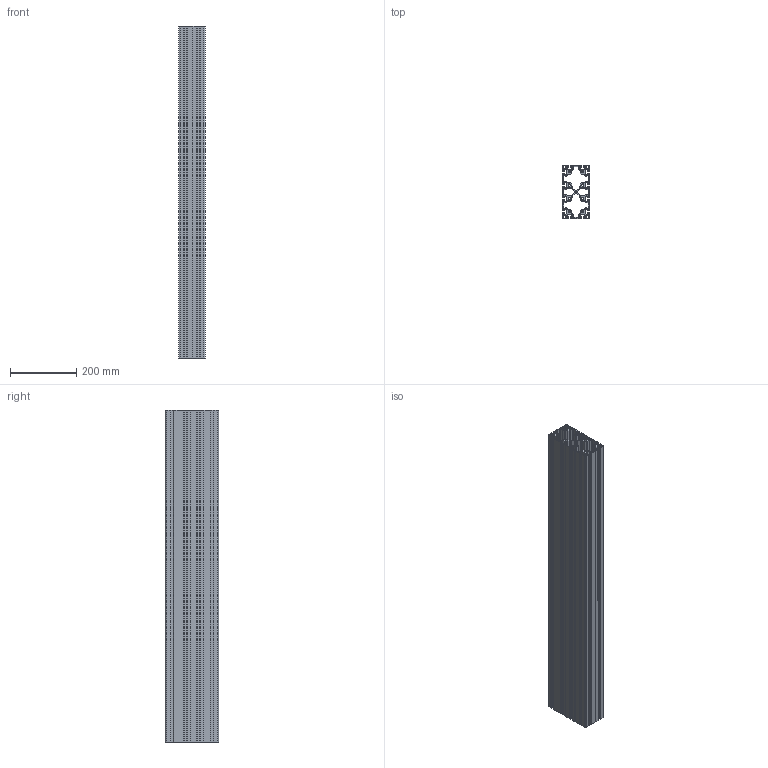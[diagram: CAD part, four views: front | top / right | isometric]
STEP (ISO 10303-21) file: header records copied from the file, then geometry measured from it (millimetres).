
FILE_DESCRIPTION((''),'2;1');
FILE_NAME('AR3724 profil 80x160.stp','2015-09-16T10:15:51',('Konstruktor II'),(''),'Autodesk Inventor 2013','Autodesk Inventor 2013','');
FILE_SCHEMA(('AUTOMOTIVE_DESIGN { 1 0 10303 214 1 1 1 1 }'));
Length unit declared in the file: millimetre
Products named in the file (1): AR3724 profil 80x160
Bounding box: 80 x 160 x 1000 mm (x, y, z)
Volume: 3364108.2 mm3; surface area: 2013161.5 mm2
Topology: 1 solids, 1 shells, 512 faces, 1530 edges, 1020 vertices
Faces by surface type: plane 280, cylinder 232
Full cylindrical faces by diameter (mm): 7 x8
Entity records: 17368 total; most frequent: CARTESIAN_POINT 3055, ORIENTED_EDGE 3044, DIRECTION 3012, EDGE_CURVE 1522, VECTOR 1058, LINE 1058, VERTEX_POINT 1020, AXIS2_PLACEMENT_3D 977
